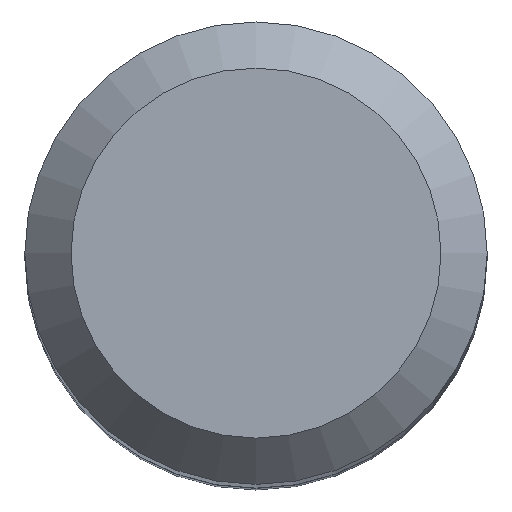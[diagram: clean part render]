
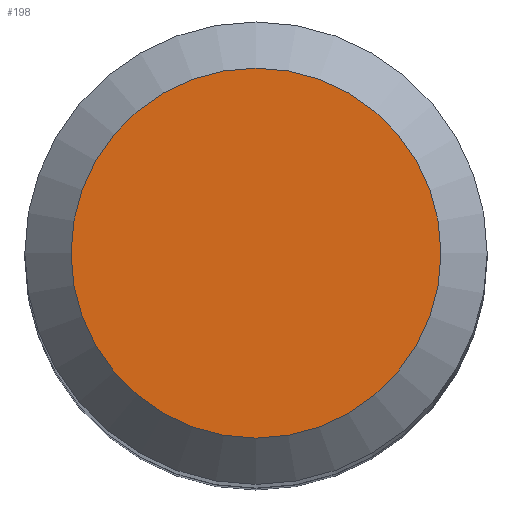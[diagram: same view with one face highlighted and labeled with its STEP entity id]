
A CAD part, top view. The second image highlights one B-rep face of the part: STEP entity #198.
In plain terms, the highlighted planar face has unit normal (0, 0, 1).
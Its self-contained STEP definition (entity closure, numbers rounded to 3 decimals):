
#21 = DIRECTION ( 'NONE',  ( 0., 0., -1. ) ) ;
#30 = DIRECTION ( 'NONE',  ( 0., 1., 0. ) ) ;
#40 = CARTESIAN_POINT ( 'NONE',  ( 0., 0., 72. ) ) ;
#41 = PLANE ( 'NONE',  #89 ) ;
#88 = CARTESIAN_POINT ( 'NONE',  ( 0., 4., 72. ) ) ;
#89 = AXIS2_PLACEMENT_3D ( 'NONE', #40, #21, #152 ) ;
#113 = AXIS2_PLACEMENT_3D ( 'NONE', #126, #214, #30 ) ;
#126 = CARTESIAN_POINT ( 'NONE',  ( 0., 0., 72. ) ) ;
#152 = DIRECTION ( 'NONE',  ( 0., 1., 0. ) ) ;
#162 = EDGE_LOOP ( 'NONE', ( #171 ) ) ;
#171 = ORIENTED_EDGE ( 'NONE', *, *, #227, .F. ) ;
#188 = VERTEX_POINT ( 'NONE', #88 ) ;
#198 = ADVANCED_FACE ( 'NONE', ( #220 ), #41, .F. ) ;
#210 = CIRCLE ( 'NONE', #113, 4. ) ;
#214 = DIRECTION ( 'NONE',  ( 0., 0., -1. ) ) ;
#220 = FACE_OUTER_BOUND ( 'NONE', #162, .T. ) ;
#227 = EDGE_CURVE ( 'NONE', #188, #188, #210, .T. ) ;
